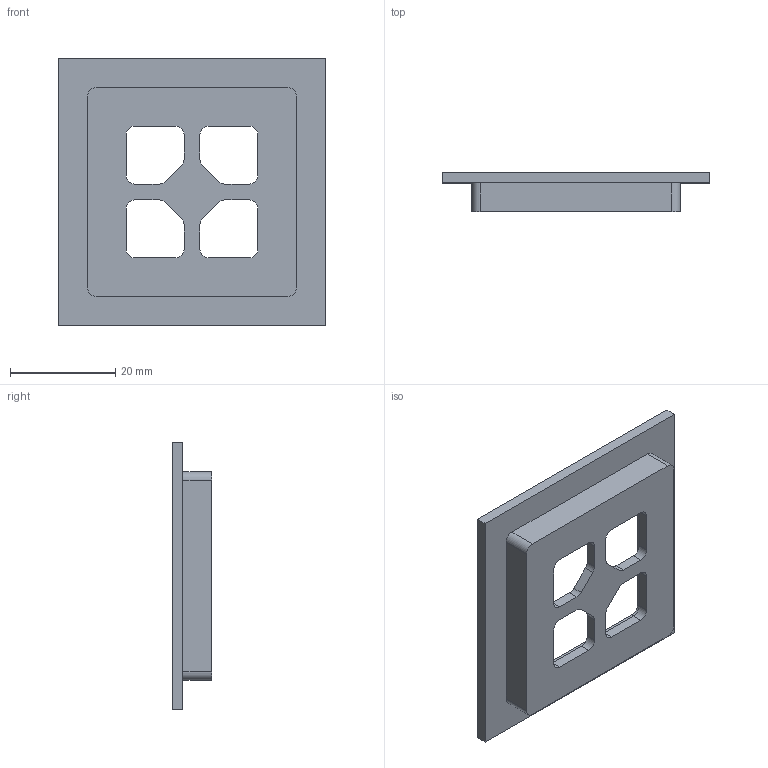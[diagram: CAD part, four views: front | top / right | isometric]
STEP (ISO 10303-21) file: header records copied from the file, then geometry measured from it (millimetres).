
FILE_DESCRIPTION (( 'STEP AP214' ), '1' );
FILE_NAME ('Tower Cap - 02.STEP', '2021-12-07T16:55:41', ( '' ), ( '' ), 'SwSTEP 2.0', 'SolidWorks 2021', '' );
FILE_SCHEMA (( 'AUTOMOTIVE_DESIGN' ));
Length unit declared in the file: inch
Products named in the file (1): Tower Cap - 02
Bounding box: 50.8 x 7.5 x 50.8 mm (x, y, z)
Volume: 6156.9 mm3; surface area: 6606.5 mm2
Topology: 1 solids, 1 shells, 64 faces, 180 edges, 120 vertices
Faces by surface type: plane 36, cylinder 28
Entity records: 2136 total; most frequent: DIRECTION 366, CARTESIAN_POINT 365, ORIENTED_EDGE 360, EDGE_CURVE 180, VECTOR 124, LINE 124, AXIS2_PLACEMENT_3D 121, VERTEX_POINT 120
